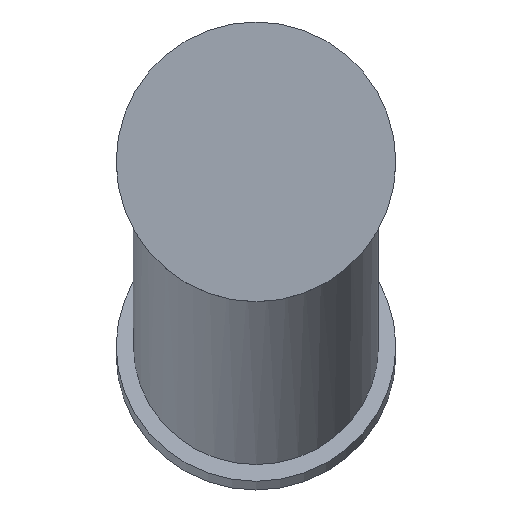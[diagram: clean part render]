
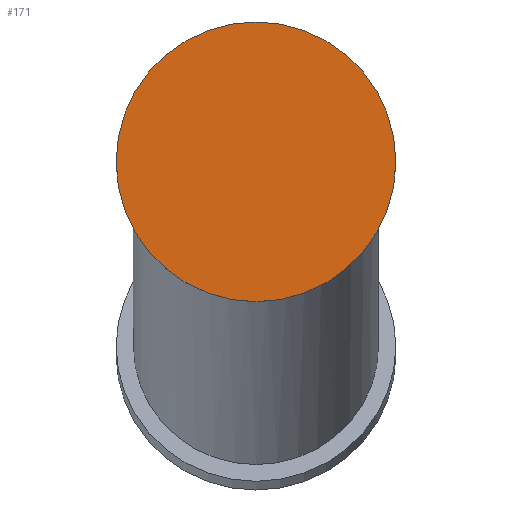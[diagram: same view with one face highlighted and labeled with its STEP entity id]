
A CAD part, top view. The second image highlights one B-rep face of the part: STEP entity #171.
In plain terms, the highlighted planar face has unit normal (0, 0, 1).
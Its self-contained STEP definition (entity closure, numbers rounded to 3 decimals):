
#8 = CARTESIAN_POINT ( 'NONE',  ( 0., 0., 0. ) ) ;
#9 = ORIENTED_EDGE ( 'NONE', *, *, #466, .T. ) ;
#16 = DIRECTION ( 'NONE',  ( 0., 0., 1. ) ) ;
#22 = ORIENTED_EDGE ( 'NONE', *, *, #955, .T. ) ;
#79 = DIRECTION ( 'NONE',  ( 1., 0., 0. ) ) ;
#80 = AXIS2_PLACEMENT_3D ( 'NONE', #1111, #1811, #79 ) ;
#157 = CARTESIAN_POINT ( 'NONE',  ( 0., 0., 0. ) ) ;
#171 = ADVANCED_FACE ( 'Defeatured_0_14', ( #253 ), #770, .T. ) ;
#253 = FACE_OUTER_BOUND ( 'NONE', #678, .T. ) ;
#466 = EDGE_CURVE ( 'Defeatured_0_14+Defeatured_0_9+Defeatured_0_9+Defeatured_0_9', #803, #1819, #490, .T. ) ;
#490 = CIRCLE ( 'NONE', #602, 125. ) ;
#602 = AXIS2_PLACEMENT_3D ( 'NONE', #8, #16, #1033 ) ;
#642 = CARTESIAN_POINT ( 'NONE',  ( -125., 0., 0. ) ) ;
#660 = DIRECTION ( 'NONE',  ( 0., 0., 1. ) ) ;
#678 = EDGE_LOOP ( 'NONE', ( #9, #22 ) ) ;
#770 = PLANE ( 'NONE',  #80 ) ;
#803 = VERTEX_POINT ( 'NONE', #1602 ) ;
#833 = DIRECTION ( 'NONE',  ( 1., 0., 0. ) ) ;
#955 = EDGE_CURVE ( 'Defeatured_0_14+Defeatured_0_9+Defeatured_0_9+Defeatured_0_9', #1819, #803, #2041, .T. ) ;
#1033 = DIRECTION ( 'NONE',  ( 1., 0., 0. ) ) ;
#1111 = CARTESIAN_POINT ( 'NONE',  ( 0., 0., 0. ) ) ;
#1602 = CARTESIAN_POINT ( 'NONE',  ( 125., 0., 0. ) ) ;
#1811 = DIRECTION ( 'NONE',  ( 0., 0., 1. ) ) ;
#1819 = VERTEX_POINT ( 'NONE', #642 ) ;
#1846 = AXIS2_PLACEMENT_3D ( 'NONE', #157, #660, #833 ) ;
#2041 = CIRCLE ( 'NONE', #1846, 125. ) ;
